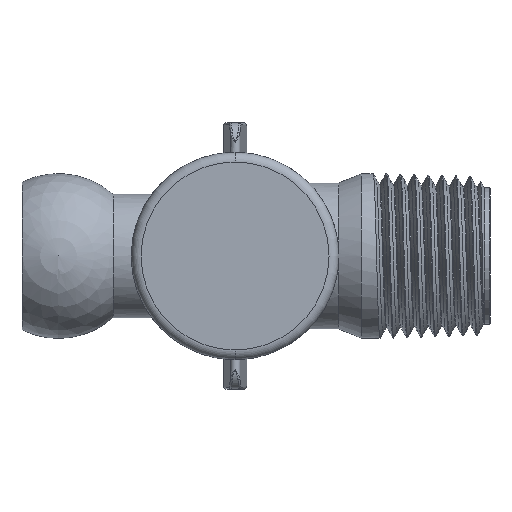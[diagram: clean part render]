
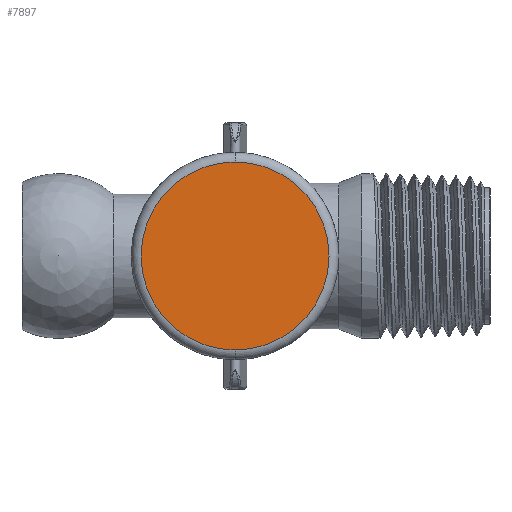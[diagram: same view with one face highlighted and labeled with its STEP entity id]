
A CAD part, front view. The second image highlights one B-rep face of the part: STEP entity #7897.
In plain terms, the highlighted planar face has unit normal (0, -1, 0).
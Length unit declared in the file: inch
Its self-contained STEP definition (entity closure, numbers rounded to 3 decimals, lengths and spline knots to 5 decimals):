
#1366 = DIRECTION ( 'NONE',  ( 0., 0., -1. ) ) ;
#1367 = DIRECTION ( 'NONE',  ( 0., 1., 0. ) ) ;
#1368 = FACE_OUTER_BOUND ( 'NONE', #7898, .T. ) ;
#1393 = CARTESIAN_POINT ( 'NONE',  ( -1.523, -0.6025, 0. ) ) ;
#1394 = AXIS2_PLACEMENT_3D ( 'NONE', #1393, #1367, #1366 ) ;
#1395 = PLANE ( 'NONE',  #1394 ) ;
#7117 = CARTESIAN_POINT ( 'NONE',  ( -1.04, -0.6025, -0.483 ) ) ;
#7131 = CARTESIAN_POINT ( 'NONE',  ( -1.04, -0.6025, 0.483 ) ) ;
#7132 = DIRECTION ( 'NONE',  ( 0., 0., -1. ) ) ;
#7133 = DIRECTION ( 'NONE',  ( 0., -1., 0. ) ) ;
#7134 = CARTESIAN_POINT ( 'NONE',  ( -1.04, -0.6025, 0. ) ) ;
#7135 = AXIS2_PLACEMENT_3D ( 'NONE', #7134, #7133, #7132 ) ;
#7136 = CIRCLE ( 'NONE', #7135, 0.483 ) ;
#7649 = ORIENTED_EDGE ( 'NONE', *, *, #7650, .T. ) ;
#7650 = EDGE_CURVE ( 'NONE', #8483, #8496, #9031, .T. ) ;
#7651 = ORIENTED_EDGE ( 'NONE', *, *, #8495, .T. ) ;
#7897 = ADVANCED_FACE ( 'NONE', ( #1368 ), #1395, .F. ) ;
#7898 = EDGE_LOOP ( 'NONE', ( #7649, #7651 ) ) ;
#8483 = VERTEX_POINT ( 'NONE', #7117 ) ;
#8495 = EDGE_CURVE ( 'NONE', #8496, #8483, #7136, .T. ) ;
#8496 = VERTEX_POINT ( 'NONE', #7131 ) ;
#9031 = CIRCLE ( 'NONE', #9032, 0.483 ) ;
#9032 = AXIS2_PLACEMENT_3D ( 'NONE', #9115, #9114, #9113 ) ;
#9113 = DIRECTION ( 'NONE',  ( 0., 0., -1. ) ) ;
#9114 = DIRECTION ( 'NONE',  ( 0., -1., 0. ) ) ;
#9115 = CARTESIAN_POINT ( 'NONE',  ( -1.04, -0.6025, 0. ) ) ;
